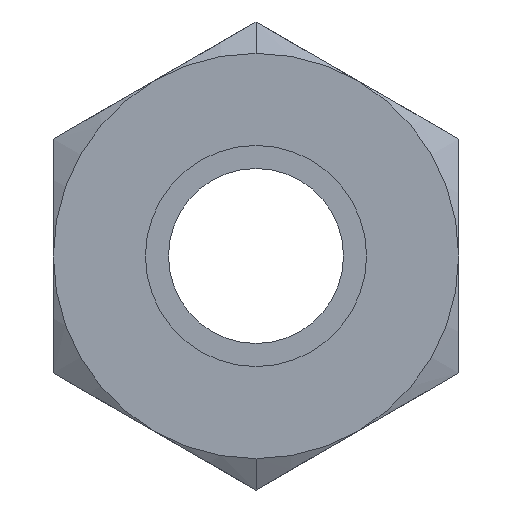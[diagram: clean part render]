
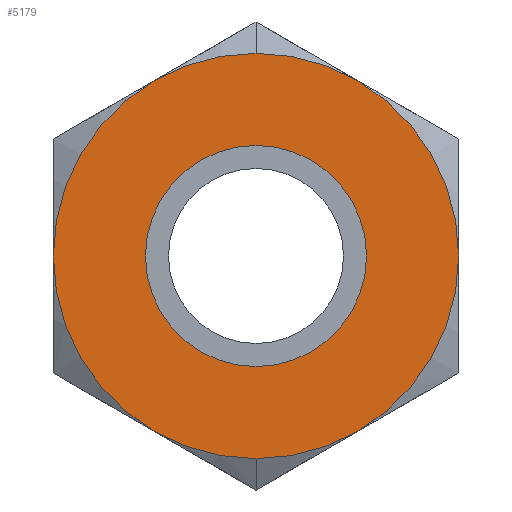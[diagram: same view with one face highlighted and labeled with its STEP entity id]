
A CAD part, left-side view. The second image highlights one B-rep face of the part: STEP entity #5179.
In plain terms, the highlighted planar face has unit normal (-1, 0, 0).
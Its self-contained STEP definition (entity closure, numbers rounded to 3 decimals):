
#241 = ORIENTED_EDGE ( 'NONE', *, *, #4221, .T. ) ;
#296 = CIRCLE ( 'NONE', #1458, 6. ) ;
#367 = ORIENTED_EDGE ( 'NONE', *, *, #6223, .T. ) ;
#519 = EDGE_CURVE ( 'NONE', #2564, #7639, #2790, .T. ) ;
#1093 = DIRECTION ( 'NONE',  ( 0., 0., 1. ) ) ;
#1181 = DIRECTION ( 'NONE',  ( 0., 0., 1. ) ) ;
#1458 = AXIS2_PLACEMENT_3D ( 'NONE', #7469, #1763, #6699 ) ;
#1763 = DIRECTION ( 'NONE',  ( 1., 0., 0. ) ) ;
#1968 = EDGE_LOOP ( 'NONE', ( #5561, #3243 ) ) ;
#2193 = AXIS2_PLACEMENT_3D ( 'NONE', #8602, #7331, #3131 ) ;
#2316 = FACE_OUTER_BOUND ( 'NONE', #1968, .T. ) ;
#2564 = VERTEX_POINT ( 'NONE', #5941 ) ;
#2575 = CARTESIAN_POINT ( 'NONE',  ( 0., 0., 0. ) ) ;
#2616 = CIRCLE ( 'NONE', #2193, 11. ) ;
#2790 = CIRCLE ( 'NONE', #7833, 11. ) ;
#2938 = EDGE_CURVE ( 'NONE', #7639, #2564, #2616, .T. ) ;
#3127 = PLANE ( 'NONE',  #8332 ) ;
#3131 = DIRECTION ( 'NONE',  ( 0., 0., -1. ) ) ;
#3243 = ORIENTED_EDGE ( 'NONE', *, *, #2938, .F. ) ;
#3971 = DIRECTION ( 'NONE',  ( 1., 0., 0. ) ) ;
#4019 = DIRECTION ( 'NONE',  ( 0., 0., 1. ) ) ;
#4153 = CARTESIAN_POINT ( 'NONE',  ( 0., 0., 6. ) ) ;
#4221 = EDGE_CURVE ( 'NONE', #6180, #4702, #296, .T. ) ;
#4702 = VERTEX_POINT ( 'NONE', #4153 ) ;
#5079 = CARTESIAN_POINT ( 'NONE',  ( 0., 0., 5.5 ) ) ;
#5179 = ADVANCED_FACE ( 'NONE', ( #7960, #2316 ), #3127, .T. ) ;
#5561 = ORIENTED_EDGE ( 'NONE', *, *, #519, .F. ) ;
#5941 = CARTESIAN_POINT ( 'NONE',  ( 0., 0., 11. ) ) ;
#6180 = VERTEX_POINT ( 'NONE', #8095 ) ;
#6223 = EDGE_CURVE ( 'NONE', #4702, #6180, #8506, .T. ) ;
#6699 = DIRECTION ( 'NONE',  ( 0., 0., -1. ) ) ;
#7286 = DIRECTION ( 'NONE',  ( -1., 0., 0. ) ) ;
#7331 = DIRECTION ( 'NONE',  ( 1., 0., 0. ) ) ;
#7469 = CARTESIAN_POINT ( 'NONE',  ( 0., 0., 0. ) ) ;
#7639 = VERTEX_POINT ( 'NONE', #8444 ) ;
#7644 = AXIS2_PLACEMENT_3D ( 'NONE', #2575, #8283, #1181 ) ;
#7833 = AXIS2_PLACEMENT_3D ( 'NONE', #8267, #3971, #4019 ) ;
#7960 = FACE_BOUND ( 'NONE', #8214, .T. ) ;
#8095 = CARTESIAN_POINT ( 'NONE',  ( 0., 0., -6. ) ) ;
#8214 = EDGE_LOOP ( 'NONE', ( #241, #367 ) ) ;
#8267 = CARTESIAN_POINT ( 'NONE',  ( 0., 0., 0. ) ) ;
#8283 = DIRECTION ( 'NONE',  ( 1., 0., 0. ) ) ;
#8332 = AXIS2_PLACEMENT_3D ( 'NONE', #5079, #7286, #1093 ) ;
#8444 = CARTESIAN_POINT ( 'NONE',  ( 0., 0., -11. ) ) ;
#8506 = CIRCLE ( 'NONE', #7644, 6. ) ;
#8602 = CARTESIAN_POINT ( 'NONE',  ( 0., 0., 0. ) ) ;
